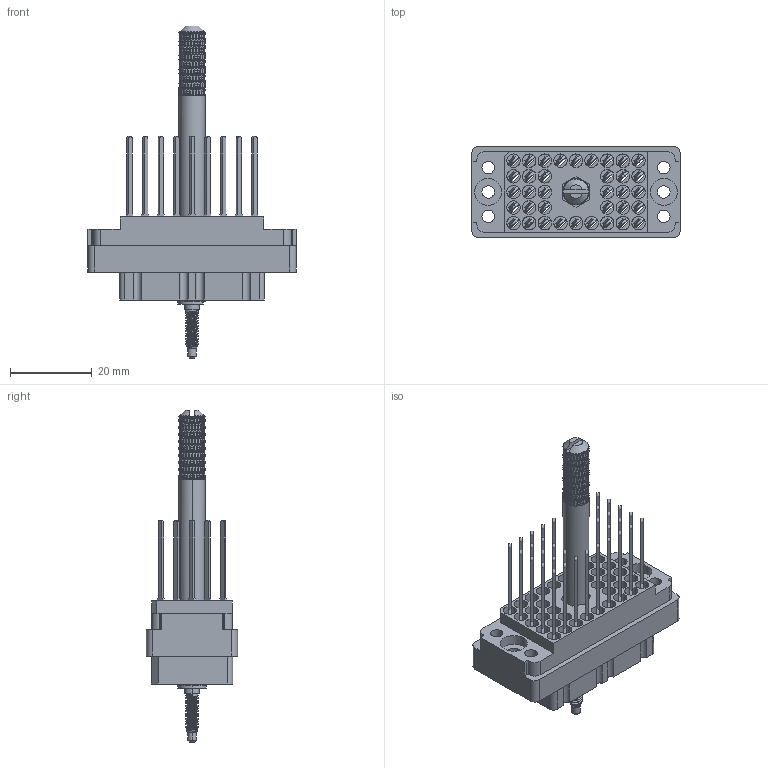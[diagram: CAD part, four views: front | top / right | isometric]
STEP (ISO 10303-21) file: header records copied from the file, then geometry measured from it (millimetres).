
FILE_DESCRIPTION (( 'STEP AP203' ), '1' );
FILE_NAME ('519-036-542-405.STEP', '2020-09-09T22:46:53', ( '' ), ( '' ), 'SwSTEP 2.0', 'SolidWorks 2020', '' );
FILE_SCHEMA (( 'CONFIG_CONTROL_DESIGN' ));
Length unit declared in the file: inch
Products named in the file (8): 516-250-038-111; 519-036-542-405; 516-253-138-107; 516-253-035-100; 519 Receptacle Insulator_036; Actuating Screw Assy 038-056; 516-292-001_542 Contact; 516-251-035-100
Assembly tree (43 placements, depth 3):
  519-036-542-405
    519 Receptacle Insulator_036
    516-292-001_542 Contact  x36
    Actuating Screw Assy 038-056
      516-251-035-100
      516-253-035-100  x2
      516-253-138-107
      516-250-038-111
Bounding box: 50.8 x 22.25 x 81.03 mm (x, y, z)
Volume: 14831.9 mm3; surface area: 24132.5 mm2
Topology: 42 solids, 42 shells, 4839 faces, 12971 edges, 8236 vertices
Faces by surface type: plane 2199, cylinder 1398, bspline 1222, cone 20
Entity records: 99047 total; most frequent: CARTESIAN_POINT 53885, ORIENTED_EDGE 11358, DIRECTION 6518, EDGE_CURVE 5679, VERTEX_POINT 3398, EDGE_LOOP 2425, ADVANCED_FACE 2313, FACE_OUTER_BOUND 2313
